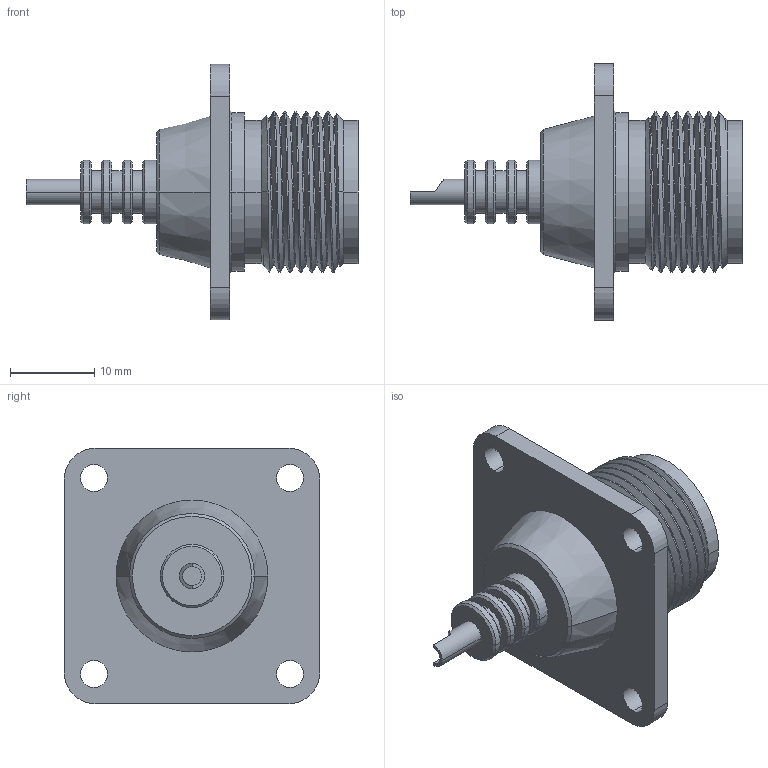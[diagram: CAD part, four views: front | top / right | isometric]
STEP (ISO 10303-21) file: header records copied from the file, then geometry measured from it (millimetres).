
FILE_DESCRIPTION (( 'STEP AP214' ), '1' );
FILE_NAME ('FMCN1582_3D.step', '2024-10-10T22:38:46', ( '' ), ( '' ), 'SwSTEP 2.0', 'SolidWorks 2022', '' );
FILE_SCHEMA (( 'AUTOMOTIVE_DESIGN' ));
Length unit declared in the file: inch
Products named in the file (1): FMCN1582_3D
Bounding box: 39.3 x 30.3 x 30.3 mm (x, y, z)
Volume: 5784.6 mm3; surface area: 4888.4 mm2
Topology: 1 solids, 1 shells, 127 faces, 311 edges, 200 vertices
Faces by surface type: cylinder 51, cone 37, plane 36, bspline 3
Entity records: 5800 total; most frequent: CARTESIAN_POINT 2830, ORIENTED_EDGE 622, DIRECTION 621, EDGE_CURVE 311, AXIS2_PLACEMENT_3D 253, VERTEX_POINT 200, EDGE_LOOP 149, CIRCLE 128
